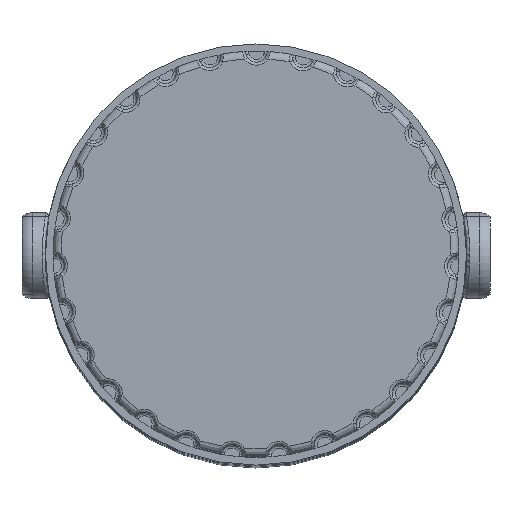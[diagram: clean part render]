
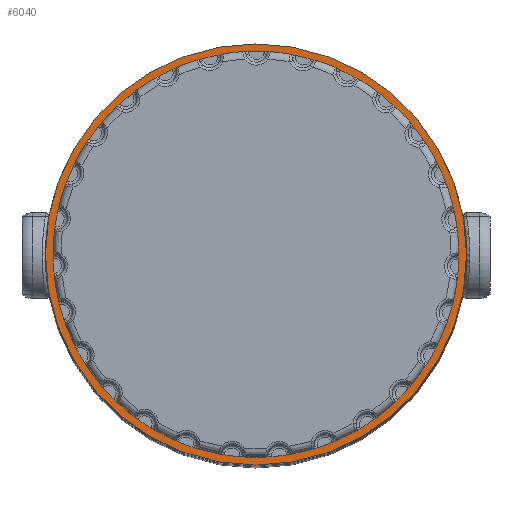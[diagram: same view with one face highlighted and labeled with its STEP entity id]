
A CAD part, top view. The second image highlights one B-rep face of the part: STEP entity #6040.
In plain terms, the highlighted planar face has unit normal (0, 0, 1).
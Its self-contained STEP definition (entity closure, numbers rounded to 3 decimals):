
#415=FACE_BOUND('',#1349,.T.);
#856=PLANE('',#6504);
#939=FACE_OUTER_BOUND('',#1348,.T.);
#1348=EDGE_LOOP('',(#4017));
#1349=EDGE_LOOP('',(#4018));
#1738=CIRCLE('',#6442,6.75);
#1771=CIRCLE('',#6505,6.25);
#2318=VERTEX_POINT('',#9464);
#2347=VERTEX_POINT('',#9579);
#2911=EDGE_CURVE('',#2318,#2318,#1738,.T.);
#2966=EDGE_CURVE('',#2347,#2347,#1771,.T.);
#4017=ORIENTED_EDGE('',*,*,#2911,.F.);
#4018=ORIENTED_EDGE('',*,*,#2966,.F.);
#6040=ADVANCED_FACE('',(#939,#415),#856,.F.);
#6442=AXIS2_PLACEMENT_3D('',#9466,#7390,#7391);
#6504=AXIS2_PLACEMENT_3D('',#9578,#7536,#7537);
#6505=AXIS2_PLACEMENT_3D('',#9580,#7538,#7539);
#7390=DIRECTION('center_axis',(0.,0.,-1.));
#7391=DIRECTION('ref_axis',(-1.,0.,0.));
#7536=DIRECTION('center_axis',(0.,0.,-1.));
#7537=DIRECTION('ref_axis',(-1.,0.,0.));
#7538=DIRECTION('center_axis',(0.,0.,1.));
#7539=DIRECTION('ref_axis',(-1.,0.,0.));
#9464=CARTESIAN_POINT('',(6.75,19.75,-45.));
#9466=CARTESIAN_POINT('Origin',(0.,19.75,-45.));
#9578=CARTESIAN_POINT('Origin',(0.,19.75,-45.));
#9579=CARTESIAN_POINT('',(6.25,19.75,-45.));
#9580=CARTESIAN_POINT('Origin',(0.,19.75,-45.));
